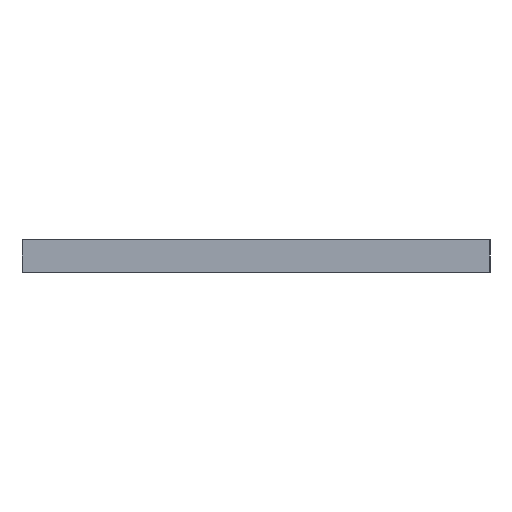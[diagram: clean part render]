
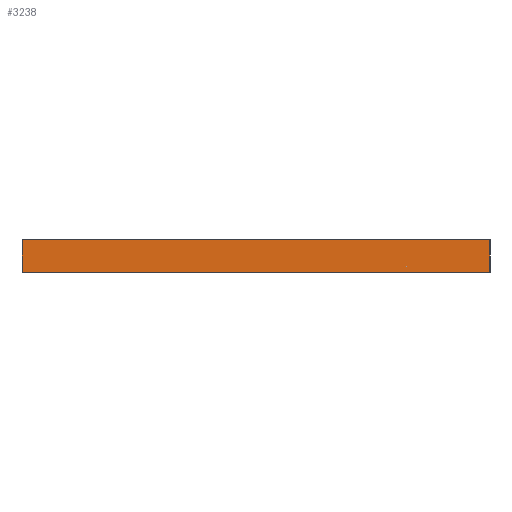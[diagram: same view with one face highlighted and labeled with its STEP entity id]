
A CAD part, front view. The second image highlights one B-rep face of the part: STEP entity #3238.
In plain terms, the highlighted planar face has unit normal (0, -1, 0).
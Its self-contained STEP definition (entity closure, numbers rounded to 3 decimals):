
#60 = FACE_OUTER_BOUND ( 'NONE', #5022, .T. ) ;
#75 = VECTOR ( 'NONE', #114, 1000. ) ;
#106 = DIRECTION ( 'NONE',  ( 1., 0., 0. ) ) ;
#114 = DIRECTION ( 'NONE',  ( 1., 0., 0. ) ) ;
#133 = ORIENTED_EDGE ( 'NONE', *, *, #8584, .T. ) ;
#180 = LINE ( 'NONE', #5893, #75 ) ;
#194 = DIRECTION ( 'NONE',  ( 0., 0., -1. ) ) ;
#353 = EDGE_CURVE ( 'NONE', #1037, #916, #6533, .T. ) ;
#538 = CARTESIAN_POINT ( 'NONE',  ( -21.5, 0., 3. ) ) ;
#766 = CARTESIAN_POINT ( 'NONE',  ( 0., 0., 3. ) ) ;
#916 = VERTEX_POINT ( 'NONE', #4001 ) ;
#1037 = VERTEX_POINT ( 'NONE', #538 ) ;
#1320 = EDGE_CURVE ( 'NONE', #916, #7591, #1413, .T. ) ;
#1413 = LINE ( 'NONE', #3223, #7548 ) ;
#1493 = LINE ( 'NONE', #3066, #8859 ) ;
#1520 = DIRECTION ( 'NONE',  ( -1., 0., 0. ) ) ;
#1666 = EDGE_CURVE ( 'NONE', #5696, #7591, #180, .T. ) ;
#2119 = ORIENTED_EDGE ( 'NONE', *, *, #1666, .T. ) ;
#3066 = CARTESIAN_POINT ( 'NONE',  ( -21.5, 0., 3. ) ) ;
#3223 = CARTESIAN_POINT ( 'NONE',  ( 21.5, 0., 3. ) ) ;
#3238 = ADVANCED_FACE ( 'NONE', ( #60 ), #8568, .F. ) ;
#3484 = AXIS2_PLACEMENT_3D ( 'NONE', #4351, #5737, #1520 ) ;
#4001 = CARTESIAN_POINT ( 'NONE',  ( 21.5, 0., 3. ) ) ;
#4351 = CARTESIAN_POINT ( 'NONE',  ( 0., 0., 3. ) ) ;
#5022 = EDGE_LOOP ( 'NONE', ( #2119, #6821, #5383, #133 ) ) ;
#5383 = ORIENTED_EDGE ( 'NONE', *, *, #353, .F. ) ;
#5696 = VERTEX_POINT ( 'NONE', #6459 ) ;
#5737 = DIRECTION ( 'NONE',  ( 0., 1., 0. ) ) ;
#5893 = CARTESIAN_POINT ( 'NONE',  ( 0., 0., 0. ) ) ;
#6204 = VECTOR ( 'NONE', #106, 1000. ) ;
#6459 = CARTESIAN_POINT ( 'NONE',  ( -21.5, 0., 0. ) ) ;
#6533 = LINE ( 'NONE', #766, #6204 ) ;
#6821 = ORIENTED_EDGE ( 'NONE', *, *, #1320, .F. ) ;
#7225 = CARTESIAN_POINT ( 'NONE',  ( 21.5, 0., 0. ) ) ;
#7548 = VECTOR ( 'NONE', #8197, 1000. ) ;
#7591 = VERTEX_POINT ( 'NONE', #7225 ) ;
#8197 = DIRECTION ( 'NONE',  ( 0., 0., -1. ) ) ;
#8568 = PLANE ( 'NONE',  #3484 ) ;
#8584 = EDGE_CURVE ( 'NONE', #1037, #5696, #1493, .T. ) ;
#8859 = VECTOR ( 'NONE', #194, 1000. ) ;
